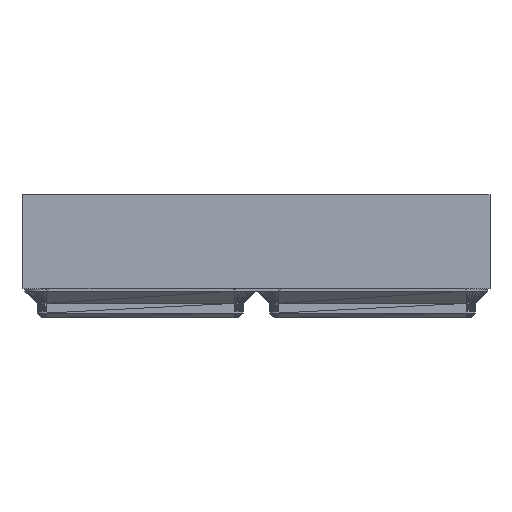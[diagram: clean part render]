
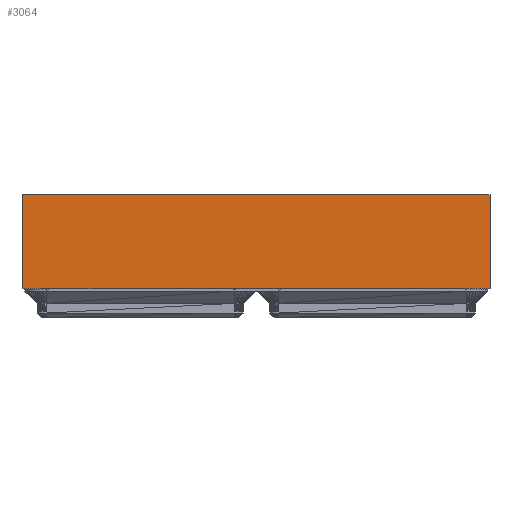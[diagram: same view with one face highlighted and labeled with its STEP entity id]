
A CAD part, front view. The second image highlights one B-rep face of the part: STEP entity #3064.
In plain terms, the highlighted planar face has unit normal (0, -1, 0).
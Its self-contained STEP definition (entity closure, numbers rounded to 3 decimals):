
#3064=ADVANCED_FACE('',(#6108),#30319,.T.);
#6108=FACE_OUTER_BOUND('',#9152,.T.);
#9152=EDGE_LOOP('',(#18617,#18618,#18619,#18620));
#18617=ORIENTED_EDGE('',*,*,#23400,.F.);
#18618=ORIENTED_EDGE('',*,*,#23342,.F.);
#18619=ORIENTED_EDGE('',*,*,#23401,.T.);
#18620=ORIENTED_EDGE('',*,*,#23405,.F.);
#23342=EDGE_CURVE('',#29844,#29845,#28090,.T.);
#23400=EDGE_CURVE('',#29845,#29880,#28148,.T.);
#23401=EDGE_CURVE('',#29844,#29882,#28149,.T.);
#23405=EDGE_CURVE('',#29880,#29882,#28153,.T.);
#28090=B_SPLINE_CURVE_WITH_KNOTS('',1,(#55874,#55875),.UNSPECIFIED.,.F.,
 .F.,(2,2),(0.,84.463),.UNSPECIFIED.);
#28148=B_SPLINE_CURVE_WITH_KNOTS('',1,(#55997,#55998),.UNSPECIFIED.,.F.,
 .F.,(2,2),(0.,17.019),.UNSPECIFIED.);
#28149=B_SPLINE_CURVE_WITH_KNOTS('',1,(#55999,#56000),.UNSPECIFIED.,.F.,
 .F.,(2,2),(0.,17.019),.UNSPECIFIED.);
#28153=B_SPLINE_CURVE_WITH_KNOTS('',1,(#56007,#56008),.UNSPECIFIED.,.F.,
 .F.,(2,2),(-99.,-14.537),.UNSPECIFIED.);
#29844=VERTEX_POINT('',#55619);
#29845=VERTEX_POINT('',#55620);
#29880=VERTEX_POINT('',#55655);
#29882=VERTEX_POINT('',#55657);
#30319=PLANE('',#33379);
#33379=AXIS2_PLACEMENT_3D('',#55543,#33815,$);
#33815=DIRECTION('',(0.,-1.,0.));
#55543=CARTESIAN_POINT('',(383.2,-0.378,6.238));
#55619=CARTESIAN_POINT('',(391.658,-0.378,4.1));
#55620=CARTESIAN_POINT('',(476.121,-0.378,4.1));
#55655=CARTESIAN_POINT('',(476.121,-0.378,-12.919));
#55657=CARTESIAN_POINT('',(391.658,-0.378,-12.919));
#55874=CARTESIAN_POINT('',(391.658,-0.378,4.1));
#55875=CARTESIAN_POINT('',(476.121,-0.378,4.1));
#55997=CARTESIAN_POINT('',(476.121,-0.378,4.1));
#55998=CARTESIAN_POINT('',(476.121,-0.378,-12.919));
#55999=CARTESIAN_POINT('',(391.658,-0.378,4.1));
#56000=CARTESIAN_POINT('',(391.658,-0.378,-12.919));
#56007=CARTESIAN_POINT('',(476.121,-0.378,-12.919));
#56008=CARTESIAN_POINT('',(391.658,-0.378,-12.919));
